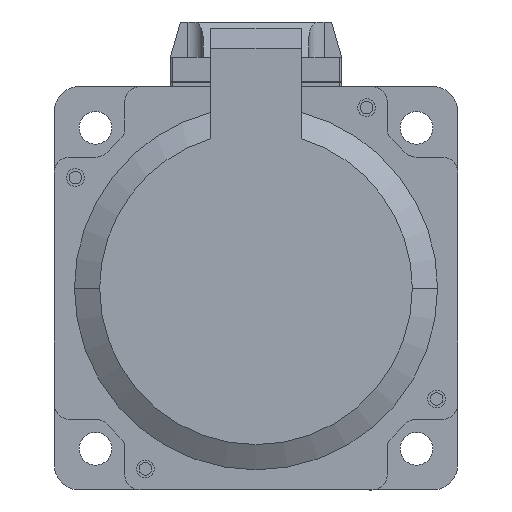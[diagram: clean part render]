
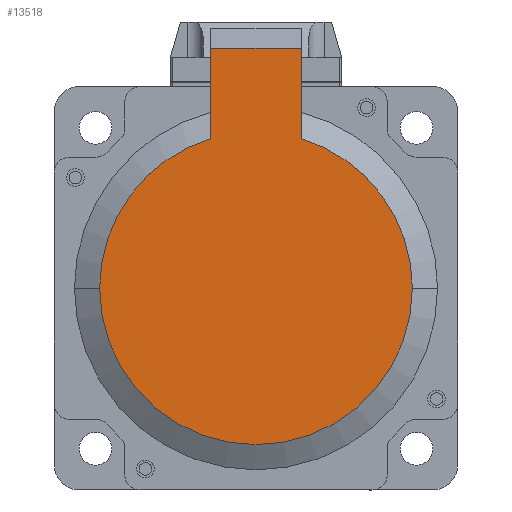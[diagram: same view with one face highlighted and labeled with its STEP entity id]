
A CAD part, left-side view. The second image highlights one B-rep face of the part: STEP entity #13518.
In plain terms, the highlighted planar face has unit normal (-1, 0, 0).
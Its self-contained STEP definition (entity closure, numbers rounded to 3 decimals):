
#971 = AXIS2_PLACEMENT_3D ( 'NONE', #9091, #24515, #12697 ) ;
#2542 = VERTEX_POINT ( 'NONE', #11605 ) ;
#3718 = VERTEX_POINT ( 'NONE', #15138 ) ;
#4106 = DIRECTION ( 'NONE',  ( 0., 0., 1. ) ) ;
#5425 = LINE ( 'NONE', #39340, #9762 ) ;
#6107 = EDGE_LOOP ( 'NONE', ( #16472, #37662, #9749, #32769, #24286, #16226 ) ) ;
#6525 = PLANE ( 'NONE',  #971 ) ;
#7757 = EDGE_CURVE ( 'NONE', #28892, #35895, #5425, .T. ) ;
#7924 = CARTESIAN_POINT ( 'NONE',  ( -152., 9., 29.665 ) ) ;
#8034 = EDGE_CURVE ( 'NONE', #24118, #3718, #38104, .T. ) ;
#8802 = FACE_OUTER_BOUND ( 'NONE', #6107, .T. ) ;
#9091 = CARTESIAN_POINT ( 'NONE',  ( -152., 31., 0. ) ) ;
#9503 = LINE ( 'NONE', #13264, #34052 ) ;
#9749 = ORIENTED_EDGE ( 'NONE', *, *, #34198, .T. ) ;
#9762 = VECTOR ( 'NONE', #32902, 1000. ) ;
#11605 = CARTESIAN_POINT ( 'NONE',  ( -152., 31., 0. ) ) ;
#12470 = CARTESIAN_POINT ( 'NONE',  ( -152., 0., 0. ) ) ;
#12697 = DIRECTION ( 'NONE',  ( 0., 1., 0. ) ) ;
#13264 = CARTESIAN_POINT ( 'NONE',  ( -152., -9., 47.549 ) ) ;
#13518 = ADVANCED_FACE ( 'NONE', ( #8802 ), #6525, .T. ) ;
#14431 = CARTESIAN_POINT ( 'NONE',  ( -152., -9., 47.549 ) ) ;
#14572 = DIRECTION ( 'NONE',  ( 0., 1., 0. ) ) ;
#15138 = CARTESIAN_POINT ( 'NONE',  ( -152., -9., 29.665 ) ) ;
#15393 = VECTOR ( 'NONE', #19098, 1000. ) ;
#16134 = CARTESIAN_POINT ( 'NONE',  ( -152., -31., 0. ) ) ;
#16226 = ORIENTED_EDGE ( 'NONE', *, *, #24102, .F. ) ;
#16472 = ORIENTED_EDGE ( 'NONE', *, *, #7757, .F. ) ;
#16726 = DIRECTION ( 'NONE',  ( -1., 0., 0. ) ) ;
#17531 = AXIS2_PLACEMENT_3D ( 'NONE', #37316, #16726, #28938 ) ;
#19098 = DIRECTION ( 'NONE',  ( 0., -1., 0. ) ) ;
#20262 = CARTESIAN_POINT ( 'NONE',  ( -152., 9., 47.549 ) ) ;
#21121 = AXIS2_PLACEMENT_3D ( 'NONE', #33402, #30004, #14572 ) ;
#21460 = AXIS2_PLACEMENT_3D ( 'NONE', #12470, #31014, #33994 ) ;
#23250 = VERTEX_POINT ( 'NONE', #14431 ) ;
#23259 = EDGE_CURVE ( 'NONE', #28892, #2542, #35171, .T. ) ;
#24102 = EDGE_CURVE ( 'NONE', #35895, #23250, #27367, .T. ) ;
#24118 = VERTEX_POINT ( 'NONE', #16134 ) ;
#24286 = ORIENTED_EDGE ( 'NONE', *, *, #39754, .T. ) ;
#24515 = DIRECTION ( 'NONE',  ( -1., 0., 0. ) ) ;
#27367 = LINE ( 'NONE', #37504, #15393 ) ;
#28892 = VERTEX_POINT ( 'NONE', #7924 ) ;
#28938 = DIRECTION ( 'NONE',  ( 0., 1., 0. ) ) ;
#30004 = DIRECTION ( 'NONE',  ( -1., 0., 0. ) ) ;
#31014 = DIRECTION ( 'NONE',  ( -1., 0., 0. ) ) ;
#31552 = CIRCLE ( 'NONE', #21460, 31. ) ;
#32769 = ORIENTED_EDGE ( 'NONE', *, *, #8034, .T. ) ;
#32902 = DIRECTION ( 'NONE',  ( 0., 0., 1. ) ) ;
#33402 = CARTESIAN_POINT ( 'NONE',  ( -152., 0., 0. ) ) ;
#33994 = DIRECTION ( 'NONE',  ( 0., 1., 0. ) ) ;
#34052 = VECTOR ( 'NONE', #4106, 1000. ) ;
#34198 = EDGE_CURVE ( 'NONE', #2542, #24118, #31552, .T. ) ;
#35171 = CIRCLE ( 'NONE', #21121, 31. ) ;
#35895 = VERTEX_POINT ( 'NONE', #20262 ) ;
#37316 = CARTESIAN_POINT ( 'NONE',  ( -152., 0., 0. ) ) ;
#37504 = CARTESIAN_POINT ( 'NONE',  ( -152., 9., 47.549 ) ) ;
#37662 = ORIENTED_EDGE ( 'NONE', *, *, #23259, .T. ) ;
#38104 = CIRCLE ( 'NONE', #17531, 31. ) ;
#39340 = CARTESIAN_POINT ( 'NONE',  ( -152., 9., 47.549 ) ) ;
#39754 = EDGE_CURVE ( 'NONE', #3718, #23250, #9503, .T. ) ;
